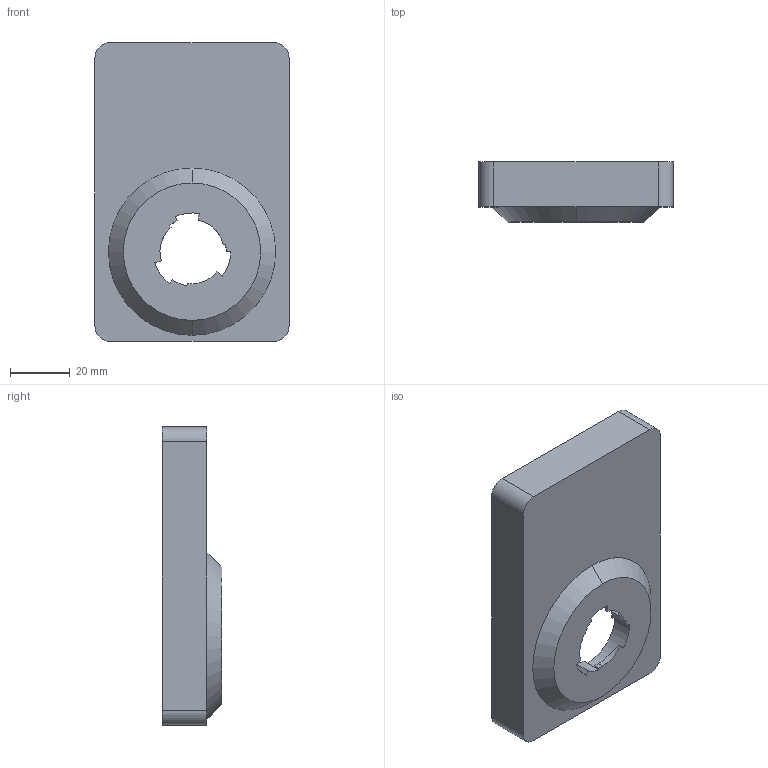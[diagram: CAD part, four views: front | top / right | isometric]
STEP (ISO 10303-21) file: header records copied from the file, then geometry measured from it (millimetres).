
FILE_DESCRIPTION (( 'STEP AP214' ), '1' );
FILE_NAME ('3M-custom_housing_v1.STEP', '2020-04-03T22:15:56', ( '' ), ( '' ), 'SwSTEP 2.0', 'SolidWorks 2020', '' );
FILE_SCHEMA (( 'AUTOMOTIVE_DESIGN' ));
Length unit declared in the file: millimetre
Products named in the file (1): 3M-custom_housing_v1
Bounding box: 65 x 20 x 100 mm (x, y, z)
Volume: 29842.4 mm3; surface area: 21830.2 mm2
Topology: 1 solids, 1 shells, 60 faces, 162 edges, 107 vertices
Faces by surface type: plane 35, cylinder 23, cone 2
Entity records: 1933 total; most frequent: CARTESIAN_POINT 348, DIRECTION 331, ORIENTED_EDGE 324, EDGE_CURVE 162, AXIS2_PLACEMENT_3D 114, VERTEX_POINT 107, VECTOR 103, LINE 103
